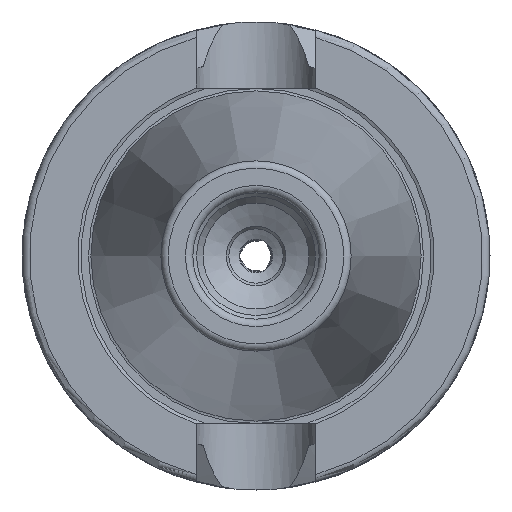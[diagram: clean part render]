
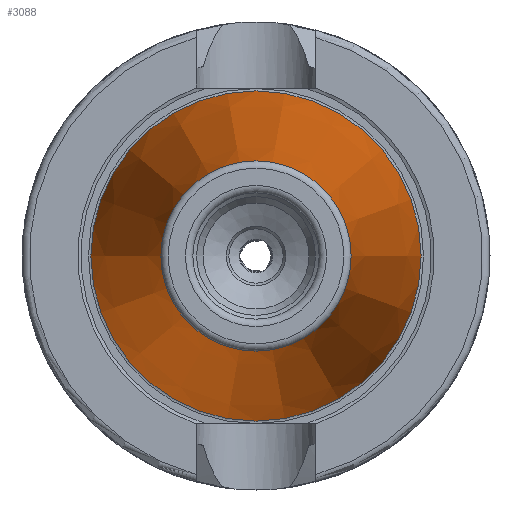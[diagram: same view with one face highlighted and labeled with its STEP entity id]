
A CAD part, left-side view. The second image highlights one B-rep face of the part: STEP entity #3088.
In plain terms, the highlighted conical face has half-angle 8.297 degrees and reference radius 17.519 mm.
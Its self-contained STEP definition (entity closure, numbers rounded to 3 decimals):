
#3054=CARTESIAN_POINT('',(-64.544,12.812,0.0));
#3055=VERTEX_POINT('',#3054);
#3056=CARTESIAN_POINT('',(-64.544,0.0,0.0));
#3057=DIRECTION('',(1.0,0.0,0.0));
#3058=DIRECTION('',(0.0,1.0,0.0));
#3059=AXIS2_PLACEMENT_3D('',#3056,#3057,#3058);
#3060=CIRCLE('',#3059,12.812);
#3061=EDGE_CURVE('',#3055,#3055,#3060,.T.);
#3069=CARTESIAN_POINT('',(-32.272,0.0,0.0));
#3070=DIRECTION('',(1.0,0.0,0.0));
#3071=DIRECTION('',(0.0,1.0,0.0));
#3072=AXIS2_PLACEMENT_3D('',#3069,#3070,#3071);
#3073=CONICAL_SURFACE('',#3072,17.519,8.297);
#3074=CARTESIAN_POINT('',(0.,22.225,0.0));
#3075=VERTEX_POINT('',#3074);
#3076=CARTESIAN_POINT('',(0.,0.0,0.0));
#3077=DIRECTION('',(1.0,0.0,0.0));
#3078=DIRECTION('',(0.0,1.0,0.0));
#3079=AXIS2_PLACEMENT_3D('',#3076,#3077,#3078);
#3080=CIRCLE('',#3079,22.225);
#3081=EDGE_CURVE('',#3075,#3075,#3080,.T.);
#3082=ORIENTED_EDGE('',*,*,#3081,.F.);
#3083=EDGE_LOOP('',(#3082));
#3084=FACE_OUTER_BOUND('',#3083,.T.);
#3085=ORIENTED_EDGE('',*,*,#3061,.T.);
#3086=EDGE_LOOP('',(#3085));
#3087=FACE_BOUND('',#3086,.T.);
#3088=ADVANCED_FACE('',(#3084,#3087),#3073,.T.);
